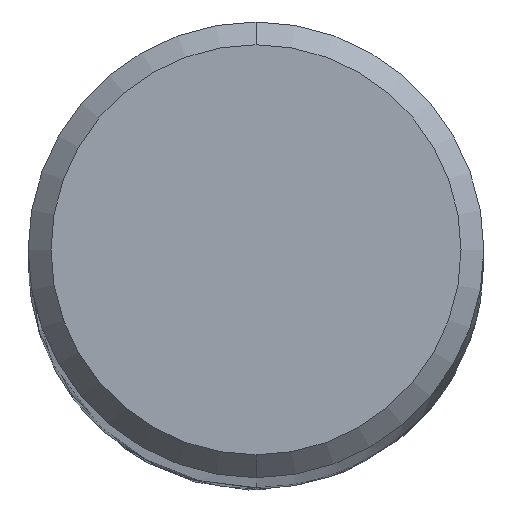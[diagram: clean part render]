
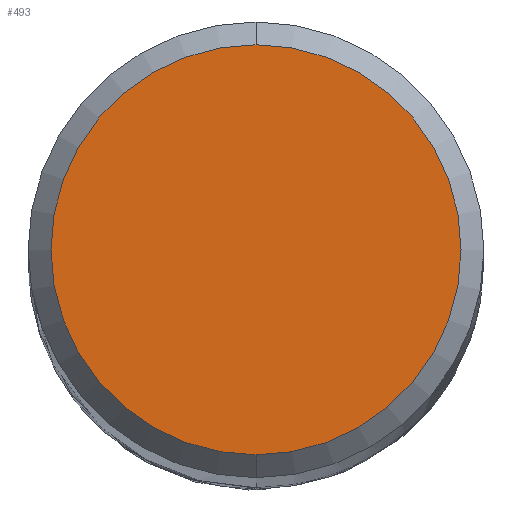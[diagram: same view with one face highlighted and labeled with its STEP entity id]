
A CAD part, top view. The second image highlights one B-rep face of the part: STEP entity #493.
In plain terms, the highlighted planar face has unit normal (0, 0, 1).
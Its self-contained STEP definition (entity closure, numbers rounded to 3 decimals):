
#299=VERTEX_POINT('',#807);
#331=EDGE_CURVE('',#299,#339,#841,.T.);
#339=VERTEX_POINT('',#850);
#493=ADVANCED_FACE('',(#1022),#1023,.T.);
#559=EDGE_CURVE('',#339,#299,#1095,.T.);
#807=CARTESIAN_POINT('',(0.,-3.6,0.0));
#841=CIRCLE('',#1987,3.6);
#850=CARTESIAN_POINT('',(0.0,3.6,0.0));
#1022=FACE_OUTER_BOUND('',#2907,.T.);
#1023=PLANE('',#2908);
#1095=CIRCLE('',#3648,3.6);
#1987=AXIS2_PLACEMENT_3D('',#4850,#4851,#4852);
#2907=EDGE_LOOP('',(#5079,#5080));
#2908=AXIS2_PLACEMENT_3D('',#5081,#5082,#5083);
#3648=AXIS2_PLACEMENT_3D('',#5164,#5165,#5166);
#4850=CARTESIAN_POINT('',(0.0,0.0,0.0));
#4851=DIRECTION('',(0.0,0.0,-1.0));
#4852=DIRECTION('',(0.0,1.0,0.0));
#5079=ORIENTED_EDGE('',*,*,#559,.F.);
#5080=ORIENTED_EDGE('',*,*,#331,.F.);
#5081=CARTESIAN_POINT('',(0.0,1.8,0.0));
#5082=DIRECTION('',(-0.0,0.0,1.0));
#5083=DIRECTION('',(0.0,-1.0,0.0));
#5164=CARTESIAN_POINT('',(0.0,0.0,0.0));
#5165=DIRECTION('',(0.0,0.0,-1.0));
#5166=DIRECTION('',(0.0,1.0,0.0));
